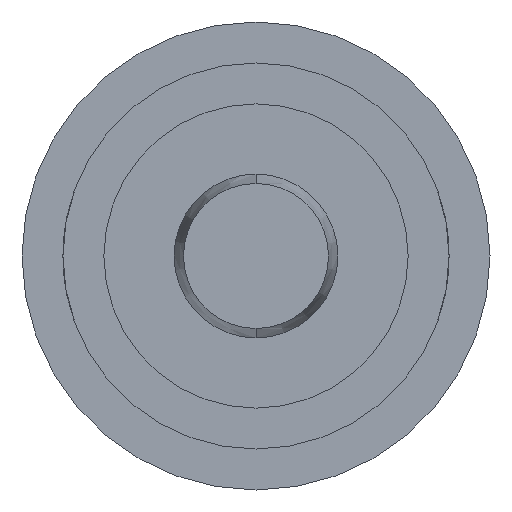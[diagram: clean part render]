
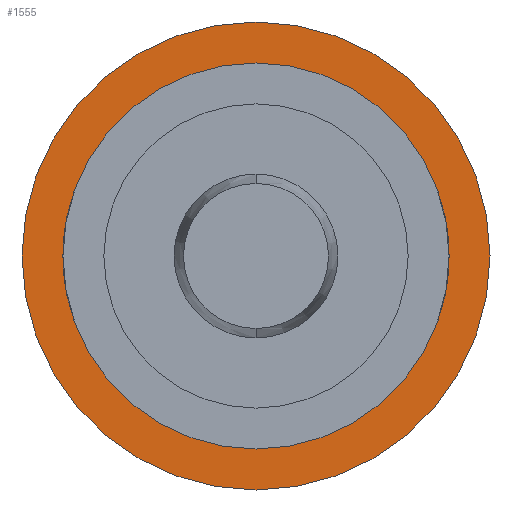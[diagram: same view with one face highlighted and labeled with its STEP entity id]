
A CAD part, front view. The second image highlights one B-rep face of the part: STEP entity #1555.
In plain terms, the highlighted planar face has unit normal (0, -1, 0).
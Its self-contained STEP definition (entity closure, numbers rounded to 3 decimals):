
#10 = CARTESIAN_POINT ( 'NONE',  ( 0., 28., 1. ) ) ;
#87 = EDGE_CURVE ( 'Defeature ausgef�hrt4_6+Defeature ausgef�hrt4_0+Defeature ausgef�hrt4_0+Defeature ausgef�hrt4_0', #2496, #3358, #2610, .T. ) ;
#180 = CARTESIAN_POINT ( 'NONE',  ( 0.825, 28., 0. ) ) ;
#259 = DIRECTION ( 'NONE',  ( 0., 1., 0. ) ) ;
#279 = EDGE_CURVE ( 'Defeature ausgef�hrt4_7+Defeature ausgef�hrt4_6+Defeature ausgef�hrt4_6+Defeature ausgef�hrt4_6', #2874, #3170, #1741, .T. ) ;
#403 = DIRECTION ( 'NONE',  ( 0., 0., 1. ) ) ;
#832 = DIRECTION ( 'NONE',  ( 0., 1., 0. ) ) ;
#911 = DIRECTION ( 'NONE',  ( 0., 1., 0. ) ) ;
#1063 = CARTESIAN_POINT ( 'NONE',  ( 0., 28., 0. ) ) ;
#1098 = FACE_OUTER_BOUND ( 'NONE', #2573, .T. ) ;
#1112 = CARTESIAN_POINT ( 'NONE',  ( 0., 28., 0. ) ) ;
#1190 = EDGE_CURVE ( 'Defeature ausgef�hrt4_6+Defeature ausgef�hrt4_0+Defeature ausgef�hrt4_0+Defeature ausgef�hrt4_0', #3358, #2496, #2078, .T. ) ;
#1240 = DIRECTION ( 'NONE',  ( 0., 1., 0. ) ) ;
#1376 = ORIENTED_EDGE ( 'NONE', *, *, #1469, .F. ) ;
#1469 = EDGE_CURVE ( 'Defeature ausgef�hrt4_7+Defeature ausgef�hrt4_6+Defeature ausgef�hrt4_6+Defeature ausgef�hrt4_6', #3170, #2874, #3300, .T. ) ;
#1478 = CARTESIAN_POINT ( 'NONE',  ( 0., 28., 0.825 ) ) ;
#1513 = CARTESIAN_POINT ( 'NONE',  ( 0., 28., -1. ) ) ;
#1517 = AXIS2_PLACEMENT_3D ( 'NONE', #180, #2055, #2606 ) ;
#1555 = ADVANCED_FACE ( 'Defeature ausgef�hrt4_6', ( #1098, #2479 ), #2394, .F. ) ;
#1741 = CIRCLE ( 'NONE', #2423, 1. ) ;
#1794 = EDGE_LOOP ( 'NONE', ( #3085, #2442 ) ) ;
#2011 = ORIENTED_EDGE ( 'NONE', *, *, #279, .F. ) ;
#2055 = DIRECTION ( 'NONE',  ( 0., 1., 0. ) ) ;
#2078 = CIRCLE ( 'NONE', #2714, 0.825 ) ;
#2284 = AXIS2_PLACEMENT_3D ( 'NONE', #2840, #911, #403 ) ;
#2373 = DIRECTION ( 'NONE',  ( 0., 0., 1. ) ) ;
#2394 = PLANE ( 'NONE',  #1517 ) ;
#2423 = AXIS2_PLACEMENT_3D ( 'NONE', #2916, #1240, #2373 ) ;
#2442 = ORIENTED_EDGE ( 'NONE', *, *, #1190, .T. ) ;
#2479 = FACE_BOUND ( 'NONE', #1794, .T. ) ;
#2496 = VERTEX_POINT ( 'NONE', #2817 ) ;
#2537 = DIRECTION ( 'NONE',  ( 0., 0., 1. ) ) ;
#2573 = EDGE_LOOP ( 'NONE', ( #1376, #2011 ) ) ;
#2606 = DIRECTION ( 'NONE',  ( 0., 0., 1. ) ) ;
#2610 = CIRCLE ( 'NONE', #2925, 0.825 ) ;
#2714 = AXIS2_PLACEMENT_3D ( 'NONE', #1063, #259, #3036 ) ;
#2817 = CARTESIAN_POINT ( 'NONE',  ( 0., 28., -0.825 ) ) ;
#2840 = CARTESIAN_POINT ( 'NONE',  ( 0., 28., 0. ) ) ;
#2874 = VERTEX_POINT ( 'NONE', #1513 ) ;
#2916 = CARTESIAN_POINT ( 'NONE',  ( 0., 28., 0. ) ) ;
#2925 = AXIS2_PLACEMENT_3D ( 'NONE', #1112, #832, #2537 ) ;
#3036 = DIRECTION ( 'NONE',  ( 0., 0., 1. ) ) ;
#3085 = ORIENTED_EDGE ( 'NONE', *, *, #87, .T. ) ;
#3170 = VERTEX_POINT ( 'NONE', #10 ) ;
#3300 = CIRCLE ( 'NONE', #2284, 1. ) ;
#3358 = VERTEX_POINT ( 'NONE', #1478 ) ;
